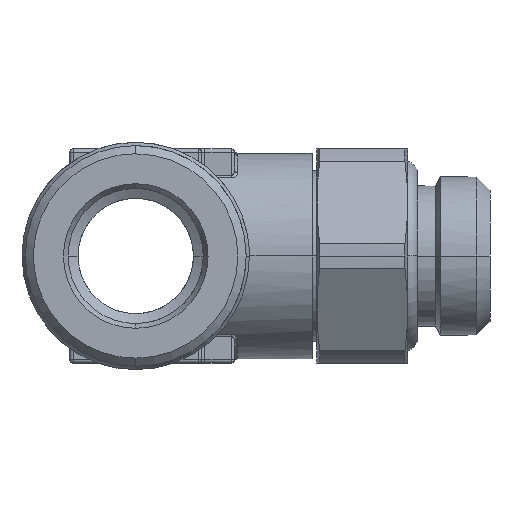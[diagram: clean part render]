
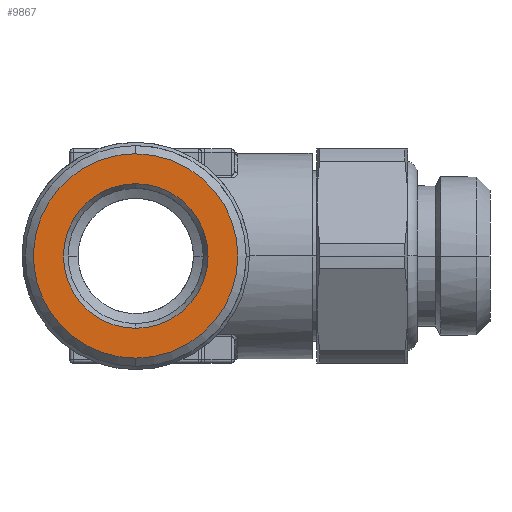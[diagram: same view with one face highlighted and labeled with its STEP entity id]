
A CAD part, left-side view. The second image highlights one B-rep face of the part: STEP entity #9867.
In plain terms, the highlighted planar face has unit normal (-1, 0, 0).
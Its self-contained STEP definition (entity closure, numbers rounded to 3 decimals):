
#9682=CARTESIAN_POINT('Vertex',(-27.7,0.,4.389)) ;
#9685=CARTESIAN_POINT('Axis2P3D Location',(-27.7,0.,0.)) ;
#9689=CARTESIAN_POINT('Vertex',(-27.7,0.,-4.389)) ;
#9710=CARTESIAN_POINT('Axis2P3D Location',(-27.7,0.,0.)) ;
#9819=CARTESIAN_POINT('Axis2P3D Location',(-27.7,0.,0.)) ;
#9825=CARTESIAN_POINT('Control Point',(-27.7,0.,-6.2)) ;
#9826=CARTESIAN_POINT('Control Point',(-27.7,0.61,-6.2)) ;
#9827=CARTESIAN_POINT('Control Point',(-27.7,1.22,-6.125)) ;
#9828=CARTESIAN_POINT('Control Point',(-27.7,1.817,-5.975)) ;
#9829=CARTESIAN_POINT('Control Point',(-27.7,2.964,-5.531)) ;
#9830=CARTESIAN_POINT('Control Point',(-27.7,3.968,-4.823)) ;
#9831=CARTESIAN_POINT('Control Point',(-27.7,4.424,-4.408)) ;
#9832=CARTESIAN_POINT('Control Point',(-27.7,5.224,-3.476)) ;
#9833=CARTESIAN_POINT('Control Point',(-27.7,5.775,-2.377)) ;
#9834=CARTESIAN_POINT('Control Point',(-27.7,5.981,-1.796)) ;
#9835=CARTESIAN_POINT('Control Point',(-27.7,6.247,-0.596)) ;
#9836=CARTESIAN_POINT('Control Point',(-27.7,6.213,0.632)) ;
#9837=CARTESIAN_POINT('Control Point',(-27.7,6.121,1.241)) ;
#9838=CARTESIAN_POINT('Control Point',(-27.7,5.788,2.424)) ;
#9839=CARTESIAN_POINT('Control Point',(-27.7,5.178,3.492)) ;
#9840=CARTESIAN_POINT('Control Point',(-27.7,4.809,3.985)) ;
#9841=CARTESIAN_POINT('Control Point',(-27.7,3.957,4.87)) ;
#9842=CARTESIAN_POINT('Control Point',(-27.7,2.915,5.523)) ;
#9843=CARTESIAN_POINT('Control Point',(-27.7,2.357,5.784)) ;
#9844=CARTESIAN_POINT('Control Point',(-27.7,1.546,6.046)) ;
#9845=CARTESIAN_POINT('Control Point',(-27.7,0.708,6.166)) ;
#9846=CARTESIAN_POINT('Control Point',(-27.7,0.472,6.189)) ;
#9847=CARTESIAN_POINT('Control Point',(-27.7,0.236,6.2)) ;
#9848=CARTESIAN_POINT('Control Point',(-27.7,0.,6.2)) ;
#9849=CARTESIAN_POINT('Vertex',(-27.7,0.,-6.2)) ;
#9851=CARTESIAN_POINT('Vertex',(-27.7,0.,6.2)) ;
#9854=CARTESIAN_POINT('Axis2P3D Location',(-27.7,0.,0.)) ;
#9686=DIRECTION('Axis2P3D Direction',(-1.,0.,0.)) ;
#9711=DIRECTION('Axis2P3D Direction',(-1.,0.,0.)) ;
#9820=DIRECTION('Axis2P3D Direction',(-1.,0.,0.)) ;
#9821=DIRECTION('Axis2P3D XDirection',(0.,0.,1.)) ;
#9855=DIRECTION('Axis2P3D Direction',(-1.,0.,0.)) ;
#9687=AXIS2_PLACEMENT_3D('Circle Axis2P3D',#9685,#9686,$) ;
#9712=AXIS2_PLACEMENT_3D('Circle Axis2P3D',#9710,#9711,$) ;
#9822=AXIS2_PLACEMENT_3D('Plane Axis2P3D',#9819,#9820,#9821) ;
#9856=AXIS2_PLACEMENT_3D('Circle Axis2P3D',#9854,#9855,$) ;
#9860=ORIENTED_EDGE('',*,*,#9853,.F.) ;
#9861=ORIENTED_EDGE('',*,*,#9858,.T.) ;
#9864=ORIENTED_EDGE('',*,*,#9714,.F.) ;
#9865=ORIENTED_EDGE('',*,*,#9691,.T.) ;
#9866=FACE_BOUND('',#9863,.T.) ;
#9867=ADVANCED_FACE('PR417B-08G18',(#9862,#9866),#9823,.T.) ;
#9824=B_SPLINE_CURVE_WITH_KNOTS('',5,(#9825,#9826,#9827,#9828,#9829,#9830,#9831,#9832,#9833,#9834,#9835,#9836,#9837,#9838,#9839,#9840,#9841,#9842,#9843,#9844,#9845,#9846,#9847,#9848),.UNSPECIFIED.,.F.,.U.,(6,3,3,3,3,3,3,6),(0.,4.313,8.625,12.938,17.251,21.564,25.876,27.544),.UNSPECIFIED.) ;
#9688=CIRCLE('generated circle',#9687,4.389) ;
#9713=CIRCLE('generated circle',#9712,4.389) ;
#9857=CIRCLE('generated circle',#9856,6.2) ;
#9691=EDGE_CURVE('',#9690,#9683,#9688,.F.) ;
#9714=EDGE_CURVE('',#9690,#9683,#9713,.T.) ;
#9853=EDGE_CURVE('',#9850,#9852,#9824,.T.) ;
#9858=EDGE_CURVE('',#9850,#9852,#9857,.T.) ;
#9859=EDGE_LOOP('',(#9860,#9861)) ;
#9863=EDGE_LOOP('',(#9864,#9865)) ;
#9862=FACE_OUTER_BOUND('',#9859,.T.) ;
#9823=PLANE('',#9822) ;
#9683=VERTEX_POINT('',#9682) ;
#9690=VERTEX_POINT('',#9689) ;
#9850=VERTEX_POINT('',#9849) ;
#9852=VERTEX_POINT('',#9851) ;
